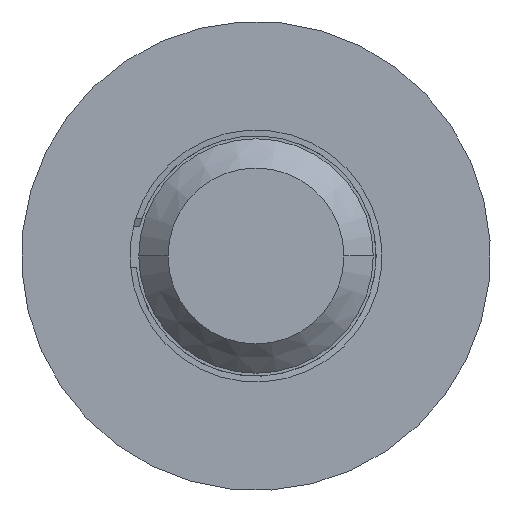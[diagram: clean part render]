
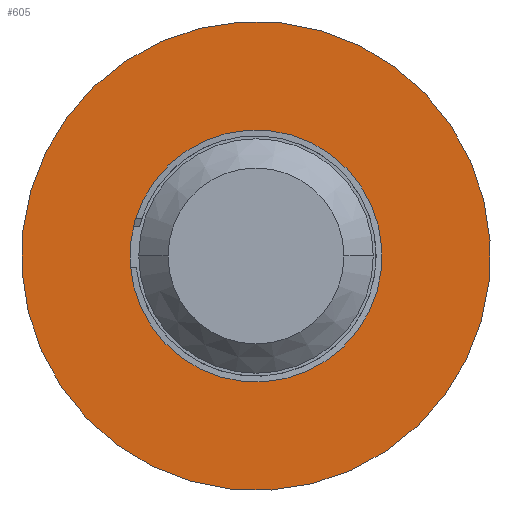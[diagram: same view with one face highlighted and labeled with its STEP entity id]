
A CAD part, front view. The second image highlights one B-rep face of the part: STEP entity #605.
In plain terms, the highlighted face is planar.
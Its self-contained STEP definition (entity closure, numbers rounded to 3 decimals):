
#1 = EDGE_CURVE ( 'NONE', #1752, #1780, #379, .T. ) ;
#105 = AXIS2_PLACEMENT_3D ( 'NONE', #366, #160, #1864 ) ;
#136 = DIRECTION ( 'NONE',  ( 1., 0., 0. ) ) ;
#157 = EDGE_LOOP ( 'NONE', ( #565, #213 ) ) ;
#160 = DIRECTION ( 'NONE',  ( 1., 0., 0. ) ) ;
#193 = DIRECTION ( 'NONE',  ( 0., 0., -1. ) ) ;
#213 = ORIENTED_EDGE ( 'NONE', *, *, #1406, .F. ) ;
#214 = AXIS2_PLACEMENT_3D ( 'NONE', #1573, #1392, #1198 ) ;
#341 = CARTESIAN_POINT ( 'NONE',  ( 0.8, 0., 0. ) ) ;
#366 = CARTESIAN_POINT ( 'NONE',  ( 0.8, 0., 0. ) ) ;
#379 = CIRCLE ( 'NONE', #909, 4. ) ;
#405 = DIRECTION ( 'NONE',  ( 1., 0., 0. ) ) ;
#433 = AXIS2_PLACEMENT_3D ( 'NONE', #341, #136, #1840 ) ;
#469 = EDGE_LOOP ( 'NONE', ( #1255, #693 ) ) ;
#565 = ORIENTED_EDGE ( 'NONE', *, *, #1749, .F. ) ;
#604 = CARTESIAN_POINT ( 'NONE',  ( 0.8, 0., 0. ) ) ;
#605 = ADVANCED_FACE ( 'NONE', ( #1046, #1145 ), #1313, .T. ) ;
#626 = VERTEX_POINT ( 'NONE', #997 ) ;
#693 = ORIENTED_EDGE ( 'NONE', *, *, #1, .T. ) ;
#729 = DIRECTION ( 'NONE',  ( 0., 0., -1. ) ) ;
#770 = EDGE_CURVE ( 'NONE', #1780, #1752, #1267, .T. ) ;
#846 = CIRCLE ( 'NONE', #433, 2.15 ) ;
#909 = AXIS2_PLACEMENT_3D ( 'NONE', #604, #405, #193 ) ;
#923 = DIRECTION ( 'NONE',  ( 1., 0., 0. ) ) ;
#997 = CARTESIAN_POINT ( 'NONE',  ( 0.8, 0., 2.15 ) ) ;
#1046 = FACE_OUTER_BOUND ( 'NONE', #469, .T. ) ;
#1049 = CARTESIAN_POINT ( 'NONE',  ( 0.8, 0., -2.15 ) ) ;
#1127 = CARTESIAN_POINT ( 'NONE',  ( 0.8, 0., 0. ) ) ;
#1145 = FACE_BOUND ( 'NONE', #157, .T. ) ;
#1198 = DIRECTION ( 'NONE',  ( 0., 0., -1. ) ) ;
#1227 = CARTESIAN_POINT ( 'NONE',  ( 0.8, 0., 4. ) ) ;
#1236 = AXIS2_PLACEMENT_3D ( 'NONE', #1127, #923, #729 ) ;
#1255 = ORIENTED_EDGE ( 'NONE', *, *, #770, .T. ) ;
#1267 = CIRCLE ( 'NONE', #105, 4. ) ;
#1313 = PLANE ( 'NONE',  #1236 ) ;
#1392 = DIRECTION ( 'NONE',  ( 1., 0., 0. ) ) ;
#1403 = CIRCLE ( 'NONE', #214, 2.15 ) ;
#1406 = EDGE_CURVE ( 'NONE', #1811, #626, #1403, .T. ) ;
#1452 = CARTESIAN_POINT ( 'NONE',  ( 0.8, 0., -4. ) ) ;
#1573 = CARTESIAN_POINT ( 'NONE',  ( 0.8, 0., 0. ) ) ;
#1749 = EDGE_CURVE ( 'NONE', #626, #1811, #846, .T. ) ;
#1752 = VERTEX_POINT ( 'NONE', #1452 ) ;
#1780 = VERTEX_POINT ( 'NONE', #1227 ) ;
#1811 = VERTEX_POINT ( 'NONE', #1049 ) ;
#1840 = DIRECTION ( 'NONE',  ( 0., 0., -1. ) ) ;
#1864 = DIRECTION ( 'NONE',  ( 0., 0., -1. ) ) ;
